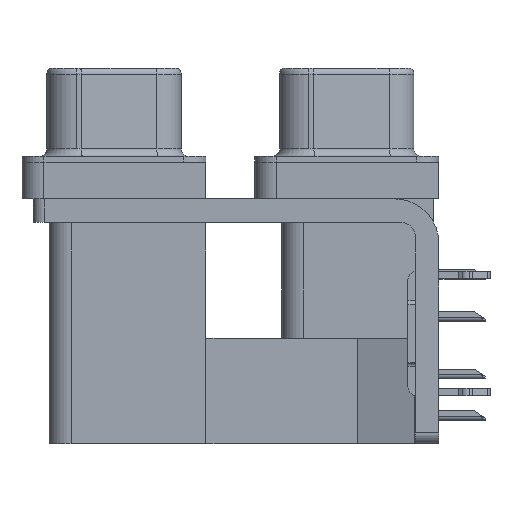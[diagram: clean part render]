
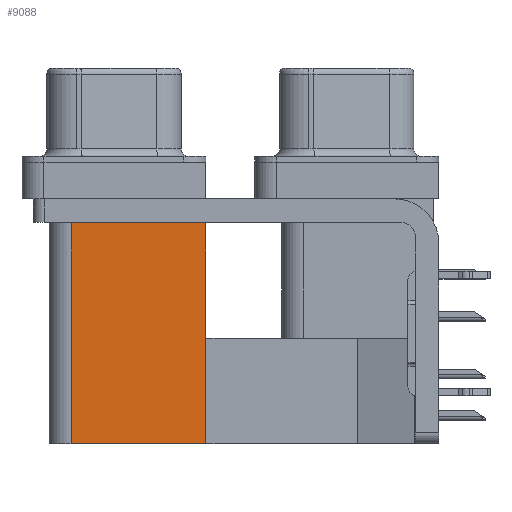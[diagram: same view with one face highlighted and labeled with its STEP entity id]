
A CAD part, left-side view. The second image highlights one B-rep face of the part: STEP entity #9088.
In plain terms, the highlighted planar face has unit normal (-1, 0, 0).
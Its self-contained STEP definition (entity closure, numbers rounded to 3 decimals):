
#308 = VERTEX_POINT ( 'NONE', #17698 ) ;
#424 = LINE ( 'NONE', #2593, #23917 ) ;
#2324 = CARTESIAN_POINT ( 'NONE',  ( 3.79, 9.6, -19.2 ) ) ;
#2593 = CARTESIAN_POINT ( 'NONE',  ( 3.79, 9.6, -19.2 ) ) ;
#3740 = EDGE_CURVE ( 'NONE', #20244, #20864, #22250, .T. ) ;
#3765 = DIRECTION ( 'NONE',  ( 0., 1., 0. ) ) ;
#8578 = CARTESIAN_POINT ( 'NONE',  ( 3.79, 18.8, -19.2 ) ) ;
#9088 = ADVANCED_FACE ( 'NONE', ( #13370 ), #13512, .F. ) ;
#10497 = ORIENTED_EDGE ( 'NONE', *, *, #3740, .T. ) ;
#10652 = CARTESIAN_POINT ( 'NONE',  ( 3.79, 9.6, -19.2 ) ) ;
#13026 = LINE ( 'NONE', #8578, #27958 ) ;
#13059 = CARTESIAN_POINT ( 'NONE',  ( 3.79, 18.8, -2.5 ) ) ;
#13265 = ORIENTED_EDGE ( 'NONE', *, *, #15753, .F. ) ;
#13370 = FACE_OUTER_BOUND ( 'NONE', #13509, .T. ) ;
#13509 = EDGE_LOOP ( 'NONE', ( #10497, #24842, #13265, #18943 ) ) ;
#13512 = PLANE ( 'NONE',  #25860 ) ;
#13721 = VECTOR ( 'NONE', #3765, 1000. ) ;
#13776 = DIRECTION ( 'NONE',  ( 0., 0., 1. ) ) ;
#15389 = DIRECTION ( 'NONE',  ( 1., 0., 0. ) ) ;
#15532 = VECTOR ( 'NONE', #17927, 1000. ) ;
#15753 = EDGE_CURVE ( 'NONE', #21303, #308, #23894, .T. ) ;
#16036 = EDGE_CURVE ( 'NONE', #308, #20864, #13026, .T. ) ;
#17698 = CARTESIAN_POINT ( 'NONE',  ( 3.79, 18.8, -19.2 ) ) ;
#17794 = EDGE_CURVE ( 'NONE', #21303, #20244, #424, .T. ) ;
#17927 = DIRECTION ( 'NONE',  ( 0., 1., 0. ) ) ;
#18480 = CARTESIAN_POINT ( 'NONE',  ( 3.79, 9.6, -2.5 ) ) ;
#18943 = ORIENTED_EDGE ( 'NONE', *, *, #17794, .T. ) ;
#19628 = CARTESIAN_POINT ( 'NONE',  ( 3.79, 9.6, -19.2 ) ) ;
#19841 = DIRECTION ( 'NONE',  ( 0., 0., -1. ) ) ;
#20244 = VERTEX_POINT ( 'NONE', #26181 ) ;
#20864 = VERTEX_POINT ( 'NONE', #13059 ) ;
#21303 = VERTEX_POINT ( 'NONE', #19628 ) ;
#22250 = LINE ( 'NONE', #18480, #15532 ) ;
#23537 = DIRECTION ( 'NONE',  ( 0., 0., 1. ) ) ;
#23894 = LINE ( 'NONE', #10652, #13721 ) ;
#23917 = VECTOR ( 'NONE', #13776, 1000. ) ;
#24842 = ORIENTED_EDGE ( 'NONE', *, *, #16036, .F. ) ;
#25860 = AXIS2_PLACEMENT_3D ( 'NONE', #2324, #15389, #19841 ) ;
#26181 = CARTESIAN_POINT ( 'NONE',  ( 3.79, 9.6, -2.5 ) ) ;
#27958 = VECTOR ( 'NONE', #23537, 1000. ) ;
